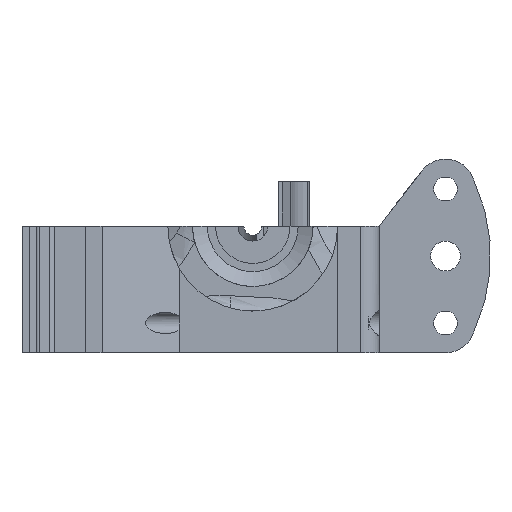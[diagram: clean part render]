
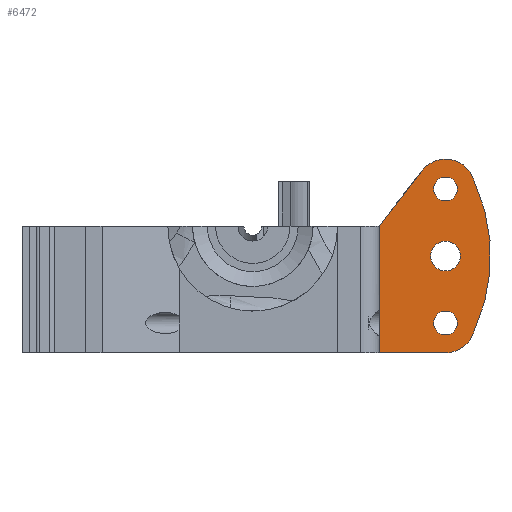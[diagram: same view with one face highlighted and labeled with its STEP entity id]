
A CAD part, front view. The second image highlights one B-rep face of the part: STEP entity #6472.
In plain terms, the highlighted planar face has unit normal (0, -1, 0).
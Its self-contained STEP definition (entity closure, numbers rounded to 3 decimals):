
#119=FACE_BOUND('',#954,.T.);
#120=FACE_BOUND('',#955,.T.);
#121=FACE_BOUND('',#956,.T.);
#165=B_SPLINE_CURVE_WITH_KNOTS('',3,(#9156,#9157,#9158,#9159,#9160,#9161,
#9162,#9163,#9164,#9165),.UNSPECIFIED.,.F.,.F.,(4,2,2,2,4),(-0.15,
-0.144,-0.106,-0.056,0.),
 .UNSPECIFIED.);
#166=B_SPLINE_CURVE_WITH_KNOTS('',3,(#9167,#9168,#9169,#9170),
 .UNSPECIFIED.,.F.,.F.,(4,4),(-0.181,-0.15),
 .UNSPECIFIED.);
#372=PLANE('',#6868);
#583=FACE_OUTER_BOUND('',#953,.T.);
#953=EDGE_LOOP('',(#4492,#4493,#4494,#4495,#4496,#4497,#4498,#4499,#4500,
#4501,#4502,#4503,#4504,#4505));
#954=EDGE_LOOP('',(#4506));
#955=EDGE_LOOP('',(#4507));
#956=EDGE_LOOP('',(#4508));
#1341=LINE('',#8992,#1955);
#1364=LINE('',#9058,#1978);
#1373=LINE('',#9088,#1987);
#1379=LINE('',#9109,#1993);
#1383=LINE('',#9115,#1997);
#1384=LINE('',#9118,#1998);
#1387=LINE('',#9154,#2001);
#1388=LINE('',#9172,#2002);
#1389=LINE('',#9173,#2003);
#1955=VECTOR('',#7360,10.);
#1978=VECTOR('',#7389,10.);
#1987=VECTOR('',#7414,10.);
#1993=VECTOR('',#7438,10.);
#1997=VECTOR('',#7444,10.);
#1998=VECTOR('',#7447,10.);
#2001=VECTOR('',#7458,10.);
#2002=VECTOR('',#7459,10.);
#2003=VECTOR('',#7460,10.);
#2562=CIRCLE('',#6836,2.);
#2572=CIRCLE('',#6855,1.6);
#2573=CIRCLE('',#6857,1.599);
#2574=CIRCLE('',#6859,23.926);
#2575=CIRCLE('',#6861,4.001);
#2576=CIRCLE('',#6866,3.995);
#2739=VERTEX_POINT('',#8948);
#2746=VERTEX_POINT('',#8967);
#2751=VERTEX_POINT('',#8979);
#2754=VERTEX_POINT('',#9005);
#2788=VERTEX_POINT('',#9084);
#2789=VERTEX_POINT('',#9086);
#2790=VERTEX_POINT('',#9090);
#2791=VERTEX_POINT('',#9094);
#2792=VERTEX_POINT('',#9098);
#2793=VERTEX_POINT('',#9099);
#2794=VERTEX_POINT('',#9104);
#2795=VERTEX_POINT('',#9108);
#2797=VERTEX_POINT('',#9117);
#2800=VERTEX_POINT('',#9153);
#2801=VERTEX_POINT('',#9155);
#2802=VERTEX_POINT('',#9166);
#2803=VERTEX_POINT('',#9171);
#3383=EDGE_CURVE('',#2739,#2739,#2562,.T.);
#3396=EDGE_CURVE('',#2751,#2746,#1341,.T.);
#3423=EDGE_CURVE('',#2754,#2746,#1364,.T.);
#3438=EDGE_CURVE('',#2789,#2788,#1373,.T.);
#3440=EDGE_CURVE('',#2790,#2790,#2572,.T.);
#3442=EDGE_CURVE('',#2791,#2791,#2573,.T.);
#3443=EDGE_CURVE('',#2792,#2793,#2574,.T.);
#3446=EDGE_CURVE('',#2793,#2794,#2575,.T.);
#3448=EDGE_CURVE('',#2795,#2794,#1379,.T.);
#3452=EDGE_CURVE('',#2754,#2795,#1383,.T.);
#3453=EDGE_CURVE('',#2797,#2789,#1384,.T.);
#3455=EDGE_CURVE('',#2797,#2792,#2576,.T.);
#3460=EDGE_CURVE('',#2800,#2751,#1387,.T.);
#3461=EDGE_CURVE('',#2801,#2800,#165,.T.);
#3462=EDGE_CURVE('',#2802,#2801,#166,.T.);
#3463=EDGE_CURVE('',#2803,#2802,#1388,.T.);
#3464=EDGE_CURVE('',#2788,#2803,#1389,.T.);
#4492=ORIENTED_EDGE('',*,*,#3396,.F.);
#4493=ORIENTED_EDGE('',*,*,#3460,.F.);
#4494=ORIENTED_EDGE('',*,*,#3461,.F.);
#4495=ORIENTED_EDGE('',*,*,#3462,.F.);
#4496=ORIENTED_EDGE('',*,*,#3463,.F.);
#4497=ORIENTED_EDGE('',*,*,#3464,.F.);
#4498=ORIENTED_EDGE('',*,*,#3438,.F.);
#4499=ORIENTED_EDGE('',*,*,#3453,.F.);
#4500=ORIENTED_EDGE('',*,*,#3455,.T.);
#4501=ORIENTED_EDGE('',*,*,#3443,.T.);
#4502=ORIENTED_EDGE('',*,*,#3446,.T.);
#4503=ORIENTED_EDGE('',*,*,#3448,.F.);
#4504=ORIENTED_EDGE('',*,*,#3452,.F.);
#4505=ORIENTED_EDGE('',*,*,#3423,.T.);
#4506=ORIENTED_EDGE('',*,*,#3383,.T.);
#4507=ORIENTED_EDGE('',*,*,#3442,.T.);
#4508=ORIENTED_EDGE('',*,*,#3440,.T.);
#6472=ADVANCED_FACE('',(#583,#119,#120,#121),#372,.T.);
#6836=AXIS2_PLACEMENT_3D('',#8950,#7339,#7340);
#6855=AXIS2_PLACEMENT_3D('',#9092,#7418,#7419);
#6857=AXIS2_PLACEMENT_3D('',#9096,#7423,#7424);
#6859=AXIS2_PLACEMENT_3D('',#9100,#7427,#7428);
#6861=AXIS2_PLACEMENT_3D('',#9105,#7433,#7434);
#6866=AXIS2_PLACEMENT_3D('',#9121,#7451,#7452);
#6868=AXIS2_PLACEMENT_3D('',#9152,#7456,#7457);
#7339=DIRECTION('center_axis',(0.,1.,0.));
#7340=DIRECTION('ref_axis',(-1.,0.,0.));
#7360=DIRECTION('',(0.,0.,1.));
#7389=DIRECTION('',(-1.,0.,0.));
#7414=DIRECTION('',(0.,0.,1.));
#7418=DIRECTION('center_axis',(0.,1.,0.));
#7419=DIRECTION('ref_axis',(1.,0.,0.));
#7423=DIRECTION('center_axis',(0.,1.,0.));
#7424=DIRECTION('ref_axis',(1.,0.,0.));
#7427=DIRECTION('center_axis',(0.,-1.,0.));
#7428=DIRECTION('ref_axis',(0.907,0.,-0.42));
#7433=DIRECTION('center_axis',(0.,-1.,0.));
#7434=DIRECTION('ref_axis',(0.966,0.,0.26));
#7438=DIRECTION('',(0.612,0.,0.791));
#7444=DIRECTION('',(0.,0.,1.));
#7447=DIRECTION('',(-1.,0.,0.));
#7451=DIRECTION('center_axis',(0.,-1.,0.));
#7452=DIRECTION('ref_axis',(0.,0.,-1.));
#7456=DIRECTION('center_axis',(0.,-1.,0.));
#7457=DIRECTION('ref_axis',(0.,0.,1.));
#7458=DIRECTION('',(-0.972,0.,0.233));
#7459=DIRECTION('',(0.,0.,1.));
#7460=DIRECTION('',(1.,0.,0.));
#8948=CARTESIAN_POINT('',(27.884,-53.8,-4.007));
#8950=CARTESIAN_POINT('Origin',(25.884,-53.8,-4.007));
#8967=CARTESIAN_POINT('',(15.,-53.8,0.));
#8979=CARTESIAN_POINT('',(15.,-53.8,-14.498));
#8992=CARTESIAN_POINT('',(15.,-53.8,-12.216));
#9005=CARTESIAN_POINT('',(16.955,-53.8,0.));
#9058=CARTESIAN_POINT('',(17.,-53.8,0.));
#9084=CARTESIAN_POINT('',(16.955,-53.8,-17.));
#9086=CARTESIAN_POINT('',(16.955,-53.8,-17.002));
#9088=CARTESIAN_POINT('',(16.955,-53.8,-17.002));
#9090=CARTESIAN_POINT('',(24.283,-53.8,-13.007));
#9092=CARTESIAN_POINT('Origin',(25.883,-53.8,-13.007));
#9094=CARTESIAN_POINT('',(24.286,-53.8,5.001));
#9096=CARTESIAN_POINT('Origin',(25.885,-53.8,5.001));
#9098=CARTESIAN_POINT('',(29.741,-53.8,-14.045));
#9099=CARTESIAN_POINT('',(29.748,-53.8,6.042));
#9100=CARTESIAN_POINT('Origin',(8.029,-53.8,-3.994));
#9104=CARTESIAN_POINT('',(22.784,-53.8,7.529));
#9105=CARTESIAN_POINT('Origin',(25.885,-53.8,5.001));
#9108=CARTESIAN_POINT('',(16.955,-53.8,0.001));
#9109=CARTESIAN_POINT('',(16.955,-53.8,0.001));
#9115=CARTESIAN_POINT('',(16.955,-53.8,-17.002));
#9117=CARTESIAN_POINT('',(25.883,-53.8,-17.002));
#9118=CARTESIAN_POINT('',(25.883,-53.8,-17.002));
#9121=CARTESIAN_POINT('Origin',(25.883,-53.8,-13.007));
#9152=CARTESIAN_POINT('Origin',(17.,-53.8,-16.288));
#9153=CARTESIAN_POINT('',(15.742,-53.801,-14.675));
#9154=CARTESIAN_POINT('',(3.975,-53.8,-11.852));
#9155=CARTESIAN_POINT('',(16.955,-53.8,-15.909));
#9156=CARTESIAN_POINT('Ctrl Pts',(16.955,-53.8,-15.909));
#9157=CARTESIAN_POINT('Ctrl Pts',(16.949,-53.8,-15.885));
#9158=CARTESIAN_POINT('Ctrl Pts',(16.943,-53.8,-15.861));
#9159=CARTESIAN_POINT('Ctrl Pts',(16.893,-53.8,-15.683));
#9160=CARTESIAN_POINT('Ctrl Pts',(16.828,-53.8,-15.533));
#9161=CARTESIAN_POINT('Ctrl Pts',(16.63,-53.8,-15.22));
#9162=CARTESIAN_POINT('Ctrl Pts',(16.481,-53.8,-15.061));
#9163=CARTESIAN_POINT('Ctrl Pts',(16.124,-53.8,-14.801));
#9164=CARTESIAN_POINT('Ctrl Pts',(15.923,-53.8,-14.718));
#9165=CARTESIAN_POINT('Ctrl Pts',(15.742,-53.8,-14.675));
#9166=CARTESIAN_POINT('',(17.,-53.8,-16.288));
#9167=CARTESIAN_POINT('Ctrl Pts',(17.,-53.8,-16.288));
#9168=CARTESIAN_POINT('Ctrl Pts',(17.,-53.8,-16.161));
#9169=CARTESIAN_POINT('Ctrl Pts',(16.984,-53.8,-16.033));
#9170=CARTESIAN_POINT('Ctrl Pts',(16.955,-53.8,-15.909));
#9171=CARTESIAN_POINT('',(17.,-53.8,-17.));
#9172=CARTESIAN_POINT('',(17.,-53.8,-10.5));
#9173=CARTESIAN_POINT('',(10.623,-53.8,-17.));
